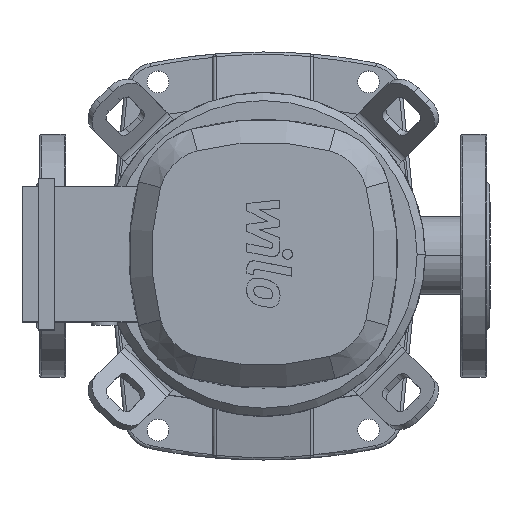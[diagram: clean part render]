
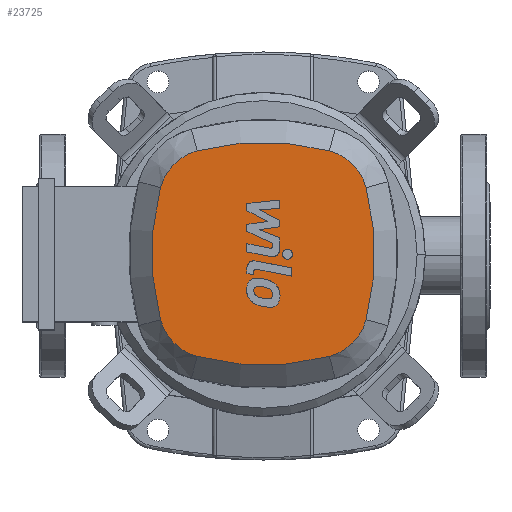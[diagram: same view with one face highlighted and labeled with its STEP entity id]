
A CAD part, top view. The second image highlights one B-rep face of the part: STEP entity #23725.
In plain terms, the highlighted planar face has unit normal (0, 0, 1).
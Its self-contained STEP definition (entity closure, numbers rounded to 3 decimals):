
#23360=CARTESIAN_POINT('',(-63.489,-40.805,856.0));
#23361=VERTEX_POINT('',#23360);
#23379=CARTESIAN_POINT('',(-40.805,-63.489,856.0));
#23380=VERTEX_POINT('',#23379);
#23387=CARTESIAN_POINT('',(-32.527,-32.527,856.0));
#23388=DIRECTION('',(0.0,0.0,-1.0));
#23389=DIRECTION('',(0.0,-1.0,0.0));
#23390=AXIS2_PLACEMENT_3D('',#23387,#23388,#23389);
#23391=CIRCLE('',#23390,32.05);
#23392=EDGE_CURVE('',#23380,#23361,#23391,.T.);
#23402=CARTESIAN_POINT('',(-63.489,40.805,856.0));
#23403=VERTEX_POINT('',#23402);
#23420=CARTESIAN_POINT('',(89.135,0.,856.0));
#23421=DIRECTION('',(0.0,0.0,-1.));
#23422=DIRECTION('',(-0.966,0.258,0.0));
#23423=AXIS2_PLACEMENT_3D('',#23420,#23421,#23422);
#23424=CIRCLE('',#23423,157.985);
#23425=EDGE_CURVE('',#23361,#23403,#23424,.T.);
#23437=CARTESIAN_POINT('',(40.805,-63.489,856.0));
#23438=VERTEX_POINT('',#23437);
#23445=CARTESIAN_POINT('',(0.,89.135,856.0));
#23446=DIRECTION('',(0.0,0.0,-1.));
#23447=DIRECTION('',(-0.258,-0.966,0.0));
#23448=AXIS2_PLACEMENT_3D('',#23445,#23446,#23447);
#23449=CIRCLE('',#23448,157.985);
#23450=EDGE_CURVE('',#23438,#23380,#23449,.T.);
#23468=CARTESIAN_POINT('',(-40.805,63.489,856.0));
#23469=VERTEX_POINT('',#23468);
#23486=CARTESIAN_POINT('',(-32.527,32.527,856.0));
#23487=DIRECTION('',(0.0,0.0,-1.0));
#23488=DIRECTION('',(-1.0,0.0,0.0));
#23489=AXIS2_PLACEMENT_3D('',#23486,#23487,#23488);
#23490=CIRCLE('',#23489,32.05);
#23491=EDGE_CURVE('',#23403,#23469,#23490,.T.);
#23503=CARTESIAN_POINT('',(63.489,-40.805,856.0));
#23504=VERTEX_POINT('',#23503);
#23511=CARTESIAN_POINT('',(32.527,-32.527,856.0));
#23512=DIRECTION('',(0.0,0.0,-1.0));
#23513=DIRECTION('',(1.0,0.0,0.0));
#23514=AXIS2_PLACEMENT_3D('',#23511,#23512,#23513);
#23515=CIRCLE('',#23514,32.05);
#23516=EDGE_CURVE('',#23504,#23438,#23515,.T.);
#23534=CARTESIAN_POINT('',(40.805,63.489,856.0));
#23535=VERTEX_POINT('',#23534);
#23552=CARTESIAN_POINT('',(0.,-89.135,856.0));
#23553=DIRECTION('',(0.0,0.0,-1.));
#23554=DIRECTION('',(0.258,0.966,0.0));
#23555=AXIS2_PLACEMENT_3D('',#23552,#23553,#23554);
#23556=CIRCLE('',#23555,157.985);
#23557=EDGE_CURVE('',#23469,#23535,#23556,.T.);
#23569=CARTESIAN_POINT('',(63.489,40.805,856.0));
#23570=VERTEX_POINT('',#23569);
#23577=CARTESIAN_POINT('',(-89.135,0.,856.0));
#23578=DIRECTION('',(0.0,0.0,-1.));
#23579=DIRECTION('',(0.966,-0.258,0.0));
#23580=AXIS2_PLACEMENT_3D('',#23577,#23578,#23579);
#23581=CIRCLE('',#23580,157.985);
#23582=EDGE_CURVE('',#23570,#23504,#23581,.T.);
#23601=CARTESIAN_POINT('',(32.527,32.527,856.0));
#23602=DIRECTION('',(0.0,0.0,-1.0));
#23603=DIRECTION('',(0.0,1.0,0.0));
#23604=AXIS2_PLACEMENT_3D('',#23601,#23602,#23603);
#23605=CIRCLE('',#23604,32.05);
#23606=EDGE_CURVE('',#23535,#23570,#23605,.T.);
#23710=CARTESIAN_POINT('',(71.531,0.,856.0));
#23711=DIRECTION('',(0.0,0.0,1.0));
#23712=DIRECTION('',(-1.0,0.0,0.0));
#23713=AXIS2_PLACEMENT_3D('',#23710,#23711,#23712);
#23714=PLANE('',#23713);
#23715=ORIENTED_EDGE('',*,*,#23392,.F.);
#23716=ORIENTED_EDGE('',*,*,#23450,.F.);
#23717=ORIENTED_EDGE('',*,*,#23516,.F.);
#23718=ORIENTED_EDGE('',*,*,#23582,.F.);
#23719=ORIENTED_EDGE('',*,*,#23606,.F.);
#23720=ORIENTED_EDGE('',*,*,#23557,.F.);
#23721=ORIENTED_EDGE('',*,*,#23491,.F.);
#23722=ORIENTED_EDGE('',*,*,#23425,.F.);
#23723=EDGE_LOOP('',(#23715,#23716,#23717,#23718,#23719,#23720,#23721,#23722));
#23724=FACE_OUTER_BOUND('',#23723,.T.);
#23725=ADVANCED_FACE('',(#23724),#23714,.T.);
